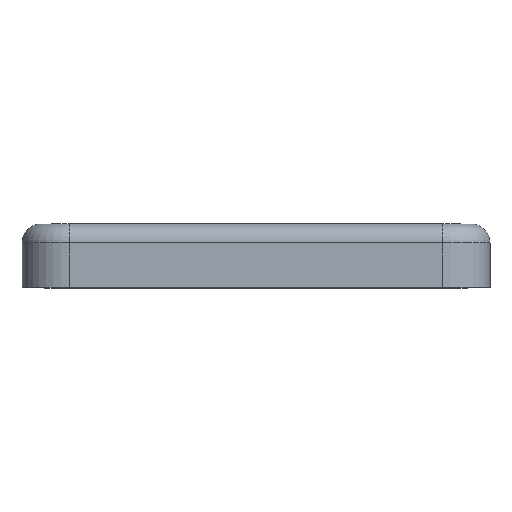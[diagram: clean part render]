
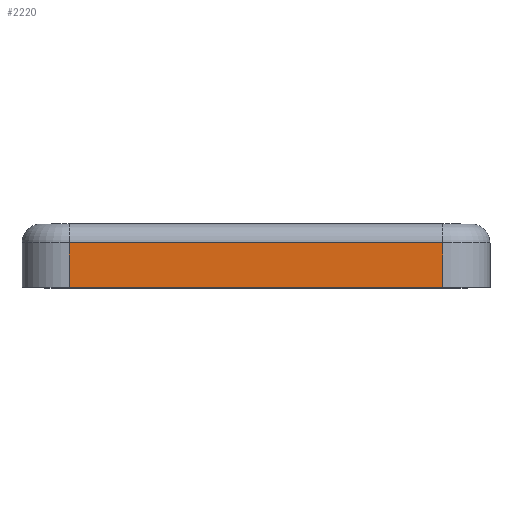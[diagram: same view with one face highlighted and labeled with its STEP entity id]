
A CAD part, top view. The second image highlights one B-rep face of the part: STEP entity #2220.
In plain terms, the highlighted planar face has unit normal (0, 0, 1).
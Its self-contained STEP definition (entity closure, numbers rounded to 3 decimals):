
#20 = VECTOR ( 'NONE', #925, 1000. ) ;
#63 = ORIENTED_EDGE ( 'NONE', *, *, #87, .T. ) ;
#87 = EDGE_CURVE ( 'NONE', #2052, #1614, #822, .T. ) ;
#149 = PLANE ( 'NONE',  #1493 ) ;
#184 = CARTESIAN_POINT ( 'NONE',  ( 5.9, -0.6, 7.4 ) ) ;
#288 = CARTESIAN_POINT ( 'NONE',  ( -5.9, -0.6, 7.4 ) ) ;
#308 = LINE ( 'NONE', #876, #1786 ) ;
#348 = VECTOR ( 'NONE', #1761, 1000. ) ;
#368 = ORIENTED_EDGE ( 'NONE', *, *, #369, .T. ) ;
#369 = EDGE_CURVE ( 'NONE', #1614, #570, #948, .T. ) ;
#392 = CARTESIAN_POINT ( 'NONE',  ( -5.9, 0., 7.4 ) ) ;
#560 = LINE ( 'NONE', #2484, #662 ) ;
#570 = VERTEX_POINT ( 'NONE', #2105 ) ;
#662 = VECTOR ( 'NONE', #1899, 1000. ) ;
#822 = LINE ( 'NONE', #392, #348 ) ;
#876 = CARTESIAN_POINT ( 'NONE',  ( -5.9, -0.6, 7.4 ) ) ;
#901 = ORIENTED_EDGE ( 'NONE', *, *, #905, .F. ) ;
#905 = EDGE_CURVE ( 'NONE', #994, #570, #560, .T. ) ;
#925 = DIRECTION ( 'NONE',  ( 1., 0., 0. ) ) ;
#948 = LINE ( 'NONE', #1905, #20 ) ;
#994 = VERTEX_POINT ( 'NONE', #184 ) ;
#1071 = EDGE_LOOP ( 'NONE', ( #368, #901, #1528, #63 ) ) ;
#1123 = DIRECTION ( 'NONE',  ( 1., 0., 0. ) ) ;
#1493 = AXIS2_PLACEMENT_3D ( 'NONE', #2347, #1721, #1552 ) ;
#1519 = CARTESIAN_POINT ( 'NONE',  ( -5.9, -2., 7.4 ) ) ;
#1528 = ORIENTED_EDGE ( 'NONE', *, *, #2482, .F. ) ;
#1552 = DIRECTION ( 'NONE',  ( 1., 0., 0. ) ) ;
#1614 = VERTEX_POINT ( 'NONE', #1519 ) ;
#1721 = DIRECTION ( 'NONE',  ( 0., 0., 1. ) ) ;
#1734 = FACE_OUTER_BOUND ( 'NONE', #1071, .T. ) ;
#1761 = DIRECTION ( 'NONE',  ( 0., -1., 0. ) ) ;
#1786 = VECTOR ( 'NONE', #1123, 1000. ) ;
#1899 = DIRECTION ( 'NONE',  ( 0., -1., 0. ) ) ;
#1905 = CARTESIAN_POINT ( 'NONE',  ( -5.9, -2., 7.4 ) ) ;
#2052 = VERTEX_POINT ( 'NONE', #288 ) ;
#2105 = CARTESIAN_POINT ( 'NONE',  ( 5.9, -2., 7.4 ) ) ;
#2220 = ADVANCED_FACE ( 'NONE', ( #1734 ), #149, .T. ) ;
#2347 = CARTESIAN_POINT ( 'NONE',  ( -5.9, 0., 7.4 ) ) ;
#2482 = EDGE_CURVE ( 'NONE', #2052, #994, #308, .T. ) ;
#2484 = CARTESIAN_POINT ( 'NONE',  ( 5.9, 0., 7.4 ) ) ;
